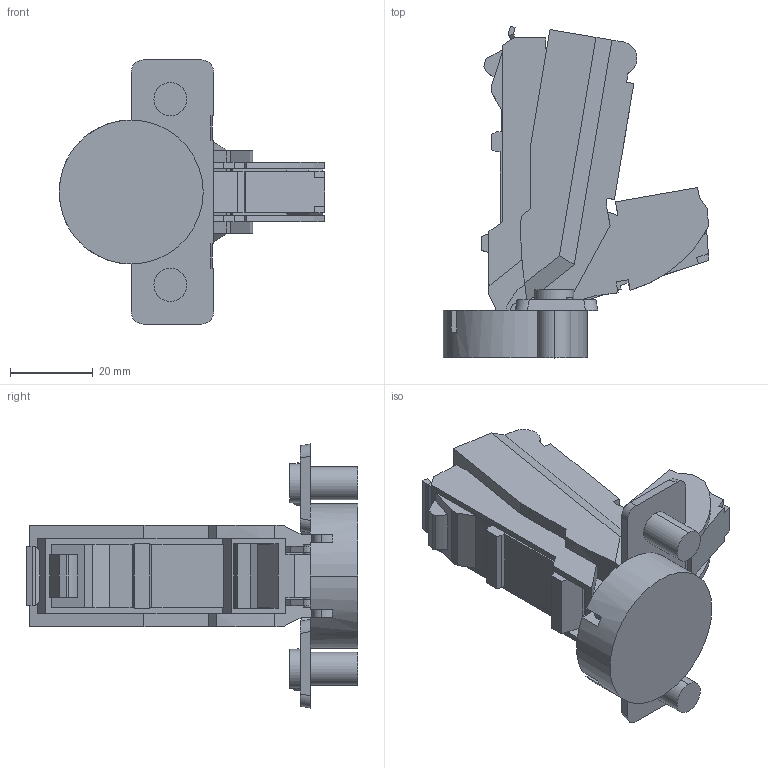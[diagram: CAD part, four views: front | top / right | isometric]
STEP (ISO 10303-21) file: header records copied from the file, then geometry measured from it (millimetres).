
FILE_DESCRIPTION((''),'2;1');
FILE_NAME('702-0FK4-SD3DCL','2022-11-08T11:56:30',('marino.prodan'),('Audax d.o.o.'),'CREO PARAMETRIC BY PTC INC, 2021304','CREO PARAMETRIC BY PTC INC, 2021304','');
FILE_SCHEMA(('AUTOMOTIVE_DESIGN { 1 0 10303 214 1 1 1 1 }'));
Length unit declared in the file: millimetre
Products named in the file (1): 702-0FK4-SD3DCL
Bounding box: 64.38 x 80.4 x 64 mm (x, y, z)
Volume: 55138.7 mm3; surface area: 21781.4 mm2
Topology: 1 solids, 1 shells, 330 faces, 964 edges, 642 vertices
Faces by surface type: plane 267, cylinder 60, extrusion 2, torus 1
Entity records: 14367 total; most frequent: CARTESIAN_POINT 2245, ORIENTED_EDGE 1928, DIRECTION 1699, PRESENTATION_STYLE_ASSIGNMENT 965, STYLED_ITEM 965, CURVE_STYLE 964, EDGE_CURVE 964, VECTOR 789
